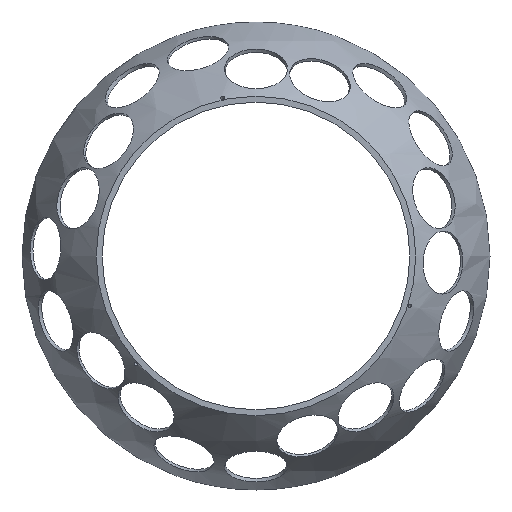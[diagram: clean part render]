
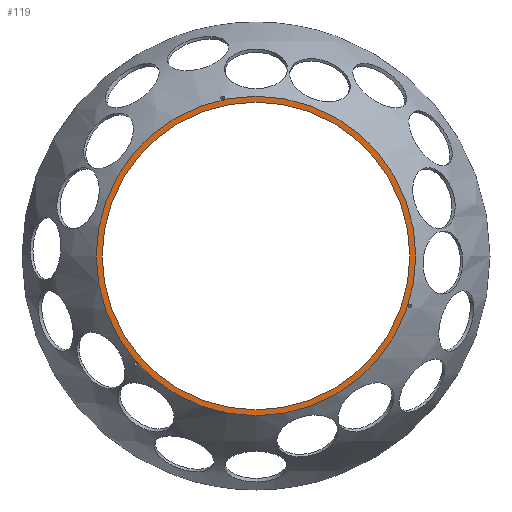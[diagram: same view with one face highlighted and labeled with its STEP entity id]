
A CAD part, front view. The second image highlights one B-rep face of the part: STEP entity #119.
In plain terms, the highlighted planar face has unit normal (0, -1, 0).
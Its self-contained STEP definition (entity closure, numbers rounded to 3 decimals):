
#95=PLANE('',#1010);
#119=ADVANCED_FACE('',(#222,#223),#95,.T.);
#222=FACE_BOUND('',#347,.T.);
#223=FACE_BOUND('',#348,.T.);
#347=EDGE_LOOP('',(#497));
#348=EDGE_LOOP('',(#498));
#497=ORIENTED_EDGE('',*,*,#681,.T.);
#498=ORIENTED_EDGE('',*,*,#675,.F.);
#600=VERTEX_POINT('',#1397);
#606=VERTEX_POINT('',#1410);
#675=EDGE_CURVE('',#600,#600,#767,.T.);
#681=EDGE_CURVE('',#606,#606,#773,.T.);
#767=CIRCLE('',#962,79.511);
#773=CIRCLE('',#969,82.583);
#962=AXIS2_PLACEMENT_3D('',#1396,#1132,#1133);
#969=AXIS2_PLACEMENT_3D('',#1409,#1146,#1147);
#1010=AXIS2_PLACEMENT_3D('',#1524,#1228,#1229);
#1132=DIRECTION('',(0.,-1.,0.));
#1133=DIRECTION('',(0.,0.,-1.));
#1146=DIRECTION('',(0.,-1.,0.));
#1147=DIRECTION('',(0.,0.,-1.));
#1228=DIRECTION('',(0.,-1.,0.));
#1229=DIRECTION('',(0.,0.,-1.));
#1396=CARTESIAN_POINT('',(0.,-94.5,0.));
#1397=CARTESIAN_POINT('',(0.,-94.5,-79.511));
#1409=CARTESIAN_POINT('',(0.,-94.5,0.));
#1410=CARTESIAN_POINT('',(0.,-94.5,-82.583));
#1524=CARTESIAN_POINT('',(0.,-94.5,0.));
